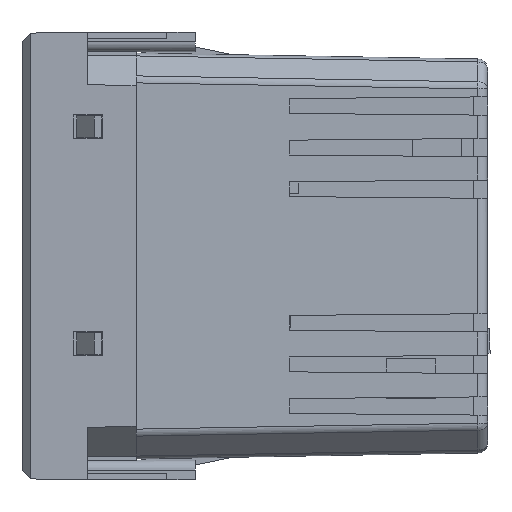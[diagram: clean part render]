
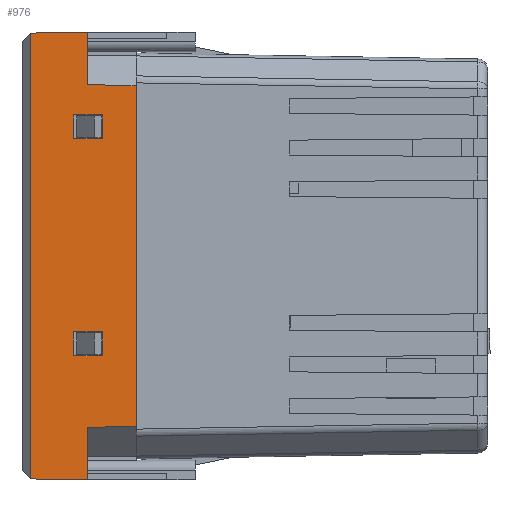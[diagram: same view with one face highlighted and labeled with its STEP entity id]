
A CAD part, left-side view. The second image highlights one B-rep face of the part: STEP entity #976.
In plain terms, the highlighted face is planar.
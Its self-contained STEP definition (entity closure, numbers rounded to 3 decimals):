
#120 = DIRECTION ( 'NONE',  ( 0.017, 0.03, -0.999 ) ) ;
#260 = LINE ( 'NONE', #19408, #13089 ) ;
#289 = CARTESIAN_POINT ( 'NONE',  ( 11.013, 22.513, 5.787 ) ) ;
#581 = CARTESIAN_POINT ( 'NONE',  ( 11.2, 17.178, -4.9 ) ) ;
#976 = ADVANCED_FACE ( 'NONE', ( #13630, #22151, #3300 ), #7496, .T. ) ;
#1141 = CARTESIAN_POINT ( 'NONE',  ( 11.141, 0., -1.5 ) ) ;
#1366 = DIRECTION ( 'NONE',  ( 0., -1., 0. ) ) ;
#1477 = CARTESIAN_POINT ( 'NONE',  ( 11.114, -22.614, 0. ) ) ;
#1642 = EDGE_CURVE ( 'NONE', #18502, #7208, #15803, .T. ) ;
#1779 = CARTESIAN_POINT ( 'NONE',  ( 11.114, -22.614, 0. ) ) ;
#2353 = EDGE_CURVE ( 'NONE', #21458, #14604, #26449, .T. ) ;
#2455 = VECTOR ( 'NONE', #15664, 1000. ) ;
#2548 = LINE ( 'NONE', #1141, #20513 ) ;
#2658 = VERTEX_POINT ( 'NONE', #4910 ) ;
#2719 = DIRECTION ( 'NONE',  ( 0., 1., 0. ) ) ;
#3185 = CARTESIAN_POINT ( 'NONE',  ( 11.09, 14.25, 1.4 ) ) ;
#3210 = EDGE_LOOP ( 'NONE', ( #18097, #19873, #24203, #20944 ) ) ;
#3296 = CARTESIAN_POINT ( 'NONE',  ( 11.09, -10.05, 1.4 ) ) ;
#3300 = FACE_BOUND ( 'NONE', #9895, .T. ) ;
#3327 = DIRECTION ( 'NONE',  ( -0.017, -0.017, 1. ) ) ;
#3366 = EDGE_CURVE ( 'NONE', #14499, #9965, #7727, .T. ) ;
#3870 = CARTESIAN_POINT ( 'NONE',  ( 11.114, 22.614, 0. ) ) ;
#4203 = CARTESIAN_POINT ( 'NONE',  ( 11.09, 11.85, 1.4 ) ) ;
#4396 = LINE ( 'NONE', #12626, #14861 ) ;
#4712 = ORIENTED_EDGE ( 'NONE', *, *, #9186, .T. ) ;
#4826 = EDGE_CURVE ( 'NONE', #14282, #7208, #11960, .T. ) ;
#4884 = CARTESIAN_POINT ( 'NONE',  ( 11.114, -17.324, 0. ) ) ;
#4903 = CARTESIAN_POINT ( 'NONE',  ( 11.013, -22.7, 5.787 ) ) ;
#4910 = CARTESIAN_POINT ( 'NONE',  ( 11.141, 11.85, -1.5 ) ) ;
#5086 = DIRECTION ( 'NONE',  ( -0.017, 0., 1. ) ) ;
#5362 = ORIENTED_EDGE ( 'NONE', *, *, #9791, .T. ) ;
#5477 = EDGE_CURVE ( 'NONE', #26791, #18258, #20769, .T. ) ;
#5640 = CARTESIAN_POINT ( 'NONE',  ( 11.141, -10.05, -1.5 ) ) ;
#5706 = ORIENTED_EDGE ( 'NONE', *, *, #24331, .T. ) ;
#6013 = CARTESIAN_POINT ( 'NONE',  ( 11.2, 11.85, -4.9 ) ) ;
#6184 = VERTEX_POINT ( 'NONE', #4203 ) ;
#6617 = LINE ( 'NONE', #581, #25355 ) ;
#7208 = VERTEX_POINT ( 'NONE', #14945 ) ;
#7270 = EDGE_CURVE ( 'NONE', #13178, #11340, #6617, .T. ) ;
#7496 = PLANE ( 'NONE',  #8959 ) ;
#7727 = LINE ( 'NONE', #24506, #11072 ) ;
#7794 = DIRECTION ( 'NONE',  ( 0.017, 0., -1. ) ) ;
#7847 = DIRECTION ( 'NONE',  ( 0., -1., 0. ) ) ;
#8179 = ORIENTED_EDGE ( 'NONE', *, *, #22490, .T. ) ;
#8609 = LINE ( 'NONE', #10829, #12269 ) ;
#8705 = EDGE_CURVE ( 'NONE', #9965, #21458, #2548, .T. ) ;
#8959 = AXIS2_PLACEMENT_3D ( 'NONE', #20199, #17971, #9303 ) ;
#9034 = VERTEX_POINT ( 'NONE', #11739 ) ;
#9160 = CARTESIAN_POINT ( 'NONE',  ( 11.09, -7.65, 1.4 ) ) ;
#9186 = EDGE_CURVE ( 'NONE', #2658, #6184, #25142, .T. ) ;
#9303 = DIRECTION ( 'NONE',  ( 0.017, 0., -1. ) ) ;
#9791 = EDGE_CURVE ( 'NONE', #9034, #13178, #15986, .T. ) ;
#9895 = EDGE_LOOP ( 'NONE', ( #4712, #8179, #12542, #19486 ) ) ;
#9945 = CARTESIAN_POINT ( 'NONE',  ( 11.2, 0., -4.9 ) ) ;
#9965 = VERTEX_POINT ( 'NONE', #17210 ) ;
#10283 = LINE ( 'NONE', #3870, #25651 ) ;
#10563 = DIRECTION ( 'NONE',  ( 0., 1., 0. ) ) ;
#10663 = EDGE_CURVE ( 'NONE', #14282, #11630, #25252, .T. ) ;
#10829 = CARTESIAN_POINT ( 'NONE',  ( 11.09, 0., 1.4 ) ) ;
#11057 = DIRECTION ( 'NONE',  ( -0.017, 0.03, 0.999 ) ) ;
#11072 = VECTOR ( 'NONE', #24361, 1000. ) ;
#11340 = VERTEX_POINT ( 'NONE', #22510 ) ;
#11438 = VECTOR ( 'NONE', #7794, 1000. ) ;
#11630 = VERTEX_POINT ( 'NONE', #4884 ) ;
#11739 = CARTESIAN_POINT ( 'NONE',  ( 11.2, -17.178, -4.9 ) ) ;
#11915 = CARTESIAN_POINT ( 'NONE',  ( 11.2, -10.05, -4.9 ) ) ;
#11925 = CARTESIAN_POINT ( 'NONE',  ( 11.141, 14.25, -1.5 ) ) ;
#11960 = LINE ( 'NONE', #1477, #25263 ) ;
#12269 = VECTOR ( 'NONE', #17145, 1000. ) ;
#12360 = DIRECTION ( 'NONE',  ( -0.017, 0.017, 1. ) ) ;
#12542 = ORIENTED_EDGE ( 'NONE', *, *, #5477, .T. ) ;
#12626 = CARTESIAN_POINT ( 'NONE',  ( 11.09, 0., 1.4 ) ) ;
#12911 = EDGE_CURVE ( 'NONE', #18258, #2658, #20499, .T. ) ;
#13089 = VECTOR ( 'NONE', #120, 1000. ) ;
#13178 = VERTEX_POINT ( 'NONE', #15602 ) ;
#13630 = FACE_OUTER_BOUND ( 'NONE', #19425, .T. ) ;
#13698 = VECTOR ( 'NONE', #2719, 1000. ) ;
#14282 = VERTEX_POINT ( 'NONE', #1779 ) ;
#14499 = VERTEX_POINT ( 'NONE', #9160 ) ;
#14523 = DIRECTION ( 'NONE',  ( -0.017, 0., 1. ) ) ;
#14604 = VERTEX_POINT ( 'NONE', #3296 ) ;
#14695 = EDGE_CURVE ( 'NONE', #14604, #14499, #4396, .T. ) ;
#14696 = ORIENTED_EDGE ( 'NONE', *, *, #4826, .F. ) ;
#14861 = VECTOR ( 'NONE', #25488, 1000. ) ;
#14945 = CARTESIAN_POINT ( 'NONE',  ( 11.013, -22.513, 5.787 ) ) ;
#14962 = ORIENTED_EDGE ( 'NONE', *, *, #10663, .T. ) ;
#15602 = CARTESIAN_POINT ( 'NONE',  ( 11.2, 17.178, -4.9 ) ) ;
#15634 = VECTOR ( 'NONE', #14523, 1000. ) ;
#15664 = DIRECTION ( 'NONE',  ( 0., -1., 0. ) ) ;
#15692 = ORIENTED_EDGE ( 'NONE', *, *, #1642, .T. ) ;
#15803 = LINE ( 'NONE', #4903, #2455 ) ;
#15898 = ORIENTED_EDGE ( 'NONE', *, *, #22476, .T. ) ;
#15986 = LINE ( 'NONE', #9945, #24513 ) ;
#16213 = VERTEX_POINT ( 'NONE', #18084 ) ;
#16751 = VECTOR ( 'NONE', #5086, 1000. ) ;
#17145 = DIRECTION ( 'NONE',  ( 0., 1., 0. ) ) ;
#17210 = CARTESIAN_POINT ( 'NONE',  ( 11.141, -7.65, -1.5 ) ) ;
#17478 = VECTOR ( 'NONE', #1366, 1000. ) ;
#17971 = DIRECTION ( 'NONE',  ( 1., 0., 0.017 ) ) ;
#18084 = CARTESIAN_POINT ( 'NONE',  ( 11.114, 22.614, 0. ) ) ;
#18097 = ORIENTED_EDGE ( 'NONE', *, *, #8705, .T. ) ;
#18258 = VERTEX_POINT ( 'NONE', #11925 ) ;
#18502 = VERTEX_POINT ( 'NONE', #289 ) ;
#18869 = EDGE_CURVE ( 'NONE', #11630, #9034, #260, .T. ) ;
#19408 = CARTESIAN_POINT ( 'NONE',  ( 11.114, -17.324, 0. ) ) ;
#19425 = EDGE_LOOP ( 'NONE', ( #15692, #14696, #14962, #23373, #5362, #19466, #5706, #15898 ) ) ;
#19466 = ORIENTED_EDGE ( 'NONE', *, *, #7270, .T. ) ;
#19486 = ORIENTED_EDGE ( 'NONE', *, *, #12911, .T. ) ;
#19873 = ORIENTED_EDGE ( 'NONE', *, *, #2353, .T. ) ;
#20199 = CARTESIAN_POINT ( 'NONE',  ( 11.2, 0., -4.9 ) ) ;
#20228 = CARTESIAN_POINT ( 'NONE',  ( 11.2, 14.25, -4.9 ) ) ;
#20353 = CARTESIAN_POINT ( 'NONE',  ( 11.141, 0., -1.5 ) ) ;
#20499 = LINE ( 'NONE', #20353, #17478 ) ;
#20513 = VECTOR ( 'NONE', #7847, 1000. ) ;
#20769 = LINE ( 'NONE', #20228, #11438 ) ;
#20944 = ORIENTED_EDGE ( 'NONE', *, *, #3366, .T. ) ;
#21458 = VERTEX_POINT ( 'NONE', #5640 ) ;
#22151 = FACE_BOUND ( 'NONE', #3210, .T. ) ;
#22476 = EDGE_CURVE ( 'NONE', #16213, #18502, #10283, .T. ) ;
#22490 = EDGE_CURVE ( 'NONE', #6184, #26791, #8609, .T. ) ;
#22510 = CARTESIAN_POINT ( 'NONE',  ( 11.114, 17.324, 0. ) ) ;
#23154 = CARTESIAN_POINT ( 'NONE',  ( 11.114, 0., 0. ) ) ;
#23373 = ORIENTED_EDGE ( 'NONE', *, *, #18869, .T. ) ;
#24203 = ORIENTED_EDGE ( 'NONE', *, *, #14695, .T. ) ;
#24331 = EDGE_CURVE ( 'NONE', #11340, #16213, #26045, .T. ) ;
#24361 = DIRECTION ( 'NONE',  ( 0.017, 0., -1. ) ) ;
#24506 = CARTESIAN_POINT ( 'NONE',  ( 11.2, -7.65, -4.9 ) ) ;
#24513 = VECTOR ( 'NONE', #26865, 1000. ) ;
#25142 = LINE ( 'NONE', #6013, #15634 ) ;
#25252 = LINE ( 'NONE', #23154, #27643 ) ;
#25263 = VECTOR ( 'NONE', #12360, 1000. ) ;
#25355 = VECTOR ( 'NONE', #11057, 1000. ) ;
#25488 = DIRECTION ( 'NONE',  ( 0., 1., 0. ) ) ;
#25651 = VECTOR ( 'NONE', #3327, 1000. ) ;
#26045 = LINE ( 'NONE', #26329, #13698 ) ;
#26329 = CARTESIAN_POINT ( 'NONE',  ( 11.114, 0., 0. ) ) ;
#26449 = LINE ( 'NONE', #11915, #16751 ) ;
#26791 = VERTEX_POINT ( 'NONE', #3185 ) ;
#26865 = DIRECTION ( 'NONE',  ( 0., 1., 0. ) ) ;
#27643 = VECTOR ( 'NONE', #10563, 1000. ) ;
